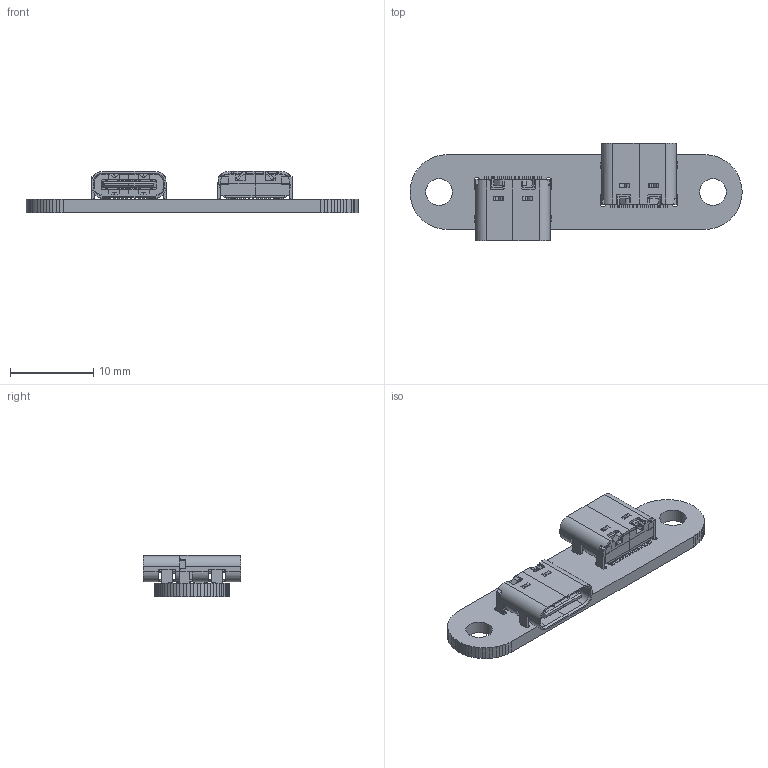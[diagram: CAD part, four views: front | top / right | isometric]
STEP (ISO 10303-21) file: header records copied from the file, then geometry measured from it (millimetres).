
FILE_DESCRIPTION(('KiCad electronic assembly'),'2;1');
FILE_NAME('db.step','2023-05-06T11:53:36',('Pcbnew'),('Kicad'), 'Open CASCADE STEP processor 7.6','KiCad to STEP converter','Unknown' );
FILE_SCHEMA(('AUTOMOTIVE_DESIGN { 1 0 10303 214 1 1 1 1 }'));
Length unit declared in the file: millimetre
Products named in the file (4): db 1; USB_C_Receptacle_GCT_USB4105-xx-A_16P_TopMnt_Horizontal; COMPOUND; PCB
Assembly tree (4 placements, depth 3):
  db 1
    USB_C_Receptacle_GCT_USB4105-xx-A_16P_TopMnt_Horizontal  x2
      COMPOUND
    PCB
Bounding box: 39.99 x 11.74 x 4.94 mm (x, y, z)
Volume: 743.5 mm3; surface area: 1941.1 mm2
Topology: 73 solids, 73 shells, 1528 faces, 3902 edges, 2500 vertices
Faces by surface type: plane 1226, cylinder 286, cone 16
Full cylindrical faces by diameter (mm): 0.5 x4, 0.65 x4, 3.2 x2
Entity records: 62518 total; most frequent: CARTESIAN_POINT 10941, DIRECTION 8787, LINE 6277, VECTOR 6277, ORIENTED_EDGE 4604, PCURVE 4604, DEFINITIONAL_REPRESENTATION 4604, EDGE_CURVE 2302
